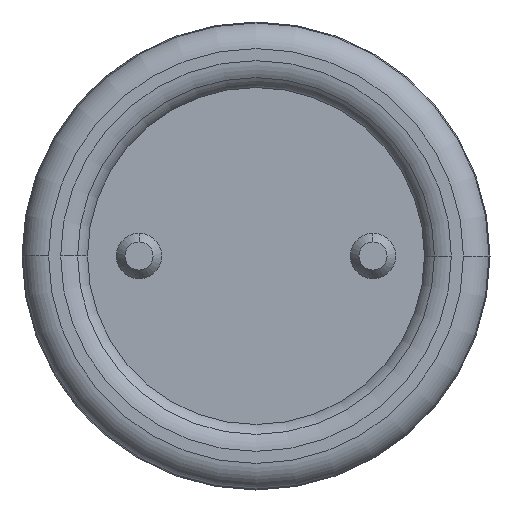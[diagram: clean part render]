
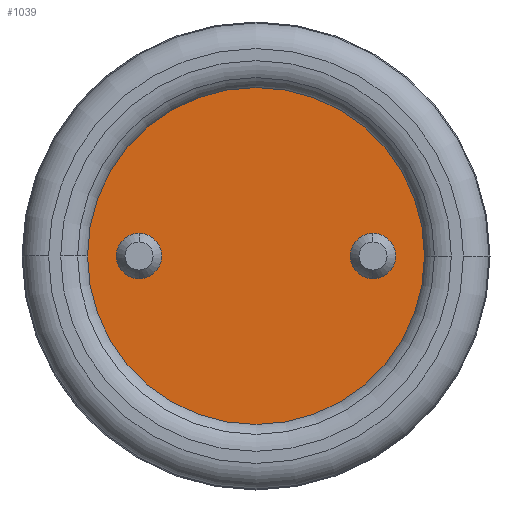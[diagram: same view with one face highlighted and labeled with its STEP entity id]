
A CAD part, front view. The second image highlights one B-rep face of the part: STEP entity #1039.
In plain terms, the highlighted planar face has unit normal (0, -1, 0).
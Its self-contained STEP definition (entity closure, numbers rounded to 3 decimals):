
#1 = DIRECTION ( 'NONE',  ( 0., -1., 0. ) ) ;
#27 = CARTESIAN_POINT ( 'NONE',  ( 2.5, 0.3, -0.485 ) ) ;
#48 = VERTEX_POINT ( 'NONE', #145 ) ;
#51 = CARTESIAN_POINT ( 'NONE',  ( 2.5, 0.3, 0. ) ) ;
#58 = VERTEX_POINT ( 'NONE', #791 ) ;
#65 = EDGE_LOOP ( 'NONE', ( #416, #1112 ) ) ;
#72 = AXIS2_PLACEMENT_3D ( 'NONE', #536, #1, #350 ) ;
#86 = DIRECTION ( 'NONE',  ( 1., 0., 0. ) ) ;
#94 = ORIENTED_EDGE ( 'NONE', *, *, #1087, .F. ) ;
#116 = DIRECTION ( 'NONE',  ( 0., -1., 0. ) ) ;
#133 = CARTESIAN_POINT ( 'NONE',  ( 0., 0.3, 0. ) ) ;
#139 = DIRECTION ( 'NONE',  ( 0., -1., 0. ) ) ;
#144 = AXIS2_PLACEMENT_3D ( 'NONE', #316, #139, #758 ) ;
#145 = CARTESIAN_POINT ( 'NONE',  ( -2.5, 0.3, -0.485 ) ) ;
#153 = ORIENTED_EDGE ( 'NONE', *, *, #436, .F. ) ;
#192 = AXIS2_PLACEMENT_3D ( 'NONE', #133, #400, #997 ) ;
#224 = FACE_BOUND ( 'NONE', #835, .T. ) ;
#250 = CIRCLE ( 'NONE', #192, 3.6 ) ;
#259 = DIRECTION ( 'NONE',  ( 0., -1., 0. ) ) ;
#304 = EDGE_CURVE ( 'NONE', #382, #48, #508, .T. ) ;
#313 = DIRECTION ( 'NONE',  ( 0., -1., 0. ) ) ;
#316 = CARTESIAN_POINT ( 'NONE',  ( -2.5, 0.3, 0. ) ) ;
#331 = CIRCLE ( 'NONE', #72, 0.485 ) ;
#346 = DIRECTION ( 'NONE',  ( 1., 0., 0. ) ) ;
#350 = DIRECTION ( 'NONE',  ( 1., 0., 0. ) ) ;
#375 = CARTESIAN_POINT ( 'NONE',  ( -2.5, 0.3, 0. ) ) ;
#382 = VERTEX_POINT ( 'NONE', #897 ) ;
#400 = DIRECTION ( 'NONE',  ( 0., -1., 0. ) ) ;
#416 = ORIENTED_EDGE ( 'NONE', *, *, #435, .T. ) ;
#418 = AXIS2_PLACEMENT_3D ( 'NONE', #51, #313, #501 ) ;
#435 = EDGE_CURVE ( 'NONE', #58, #865, #250, .T. ) ;
#436 = EDGE_CURVE ( 'NONE', #613, #948, #888, .T. ) ;
#458 = EDGE_LOOP ( 'NONE', ( #94, #153 ) ) ;
#463 = FACE_BOUND ( 'NONE', #458, .T. ) ;
#492 = EDGE_CURVE ( 'NONE', #48, #382, #695, .T. ) ;
#501 = DIRECTION ( 'NONE',  ( 1., 0., 0. ) ) ;
#508 = CIRCLE ( 'NONE', #1032, 0.485 ) ;
#536 = CARTESIAN_POINT ( 'NONE',  ( 2.5, 0.3, 0. ) ) ;
#609 = CIRCLE ( 'NONE', #991, 3.6 ) ;
#613 = VERTEX_POINT ( 'NONE', #793 ) ;
#618 = DIRECTION ( 'NONE',  ( 0., -1., 0. ) ) ;
#695 = CIRCLE ( 'NONE', #144, 0.485 ) ;
#698 = ORIENTED_EDGE ( 'NONE', *, *, #492, .F. ) ;
#709 = CARTESIAN_POINT ( 'NONE',  ( 0., 0.3, 0. ) ) ;
#714 = EDGE_CURVE ( 'NONE', #865, #58, #609, .T. ) ;
#758 = DIRECTION ( 'NONE',  ( 1., 0., 0. ) ) ;
#789 = PLANE ( 'NONE',  #967 ) ;
#791 = CARTESIAN_POINT ( 'NONE',  ( 3.6, 0.3, 0. ) ) ;
#793 = CARTESIAN_POINT ( 'NONE',  ( 2.5, 0.3, 0.485 ) ) ;
#835 = EDGE_LOOP ( 'NONE', ( #698, #1120 ) ) ;
#865 = VERTEX_POINT ( 'NONE', #1056 ) ;
#888 = CIRCLE ( 'NONE', #418, 0.485 ) ;
#897 = CARTESIAN_POINT ( 'NONE',  ( -2.5, 0.3, 0.485 ) ) ;
#948 = VERTEX_POINT ( 'NONE', #27 ) ;
#961 = CARTESIAN_POINT ( 'NONE',  ( 0., 0.3, 0. ) ) ;
#967 = AXIS2_PLACEMENT_3D ( 'NONE', #961, #259, #86 ) ;
#988 = DIRECTION ( 'NONE',  ( 1., 0., 0. ) ) ;
#991 = AXIS2_PLACEMENT_3D ( 'NONE', #709, #618, #346 ) ;
#993 = FACE_OUTER_BOUND ( 'NONE', #65, .T. ) ;
#997 = DIRECTION ( 'NONE',  ( 1., 0., 0. ) ) ;
#1032 = AXIS2_PLACEMENT_3D ( 'NONE', #375, #116, #988 ) ;
#1039 = ADVANCED_FACE ( 'NONE', ( #463, #224, #993 ), #789, .T. ) ;
#1056 = CARTESIAN_POINT ( 'NONE',  ( -3.6, 0.3, 0. ) ) ;
#1087 = EDGE_CURVE ( 'NONE', #948, #613, #331, .T. ) ;
#1112 = ORIENTED_EDGE ( 'NONE', *, *, #714, .T. ) ;
#1120 = ORIENTED_EDGE ( 'NONE', *, *, #304, .F. ) ;
